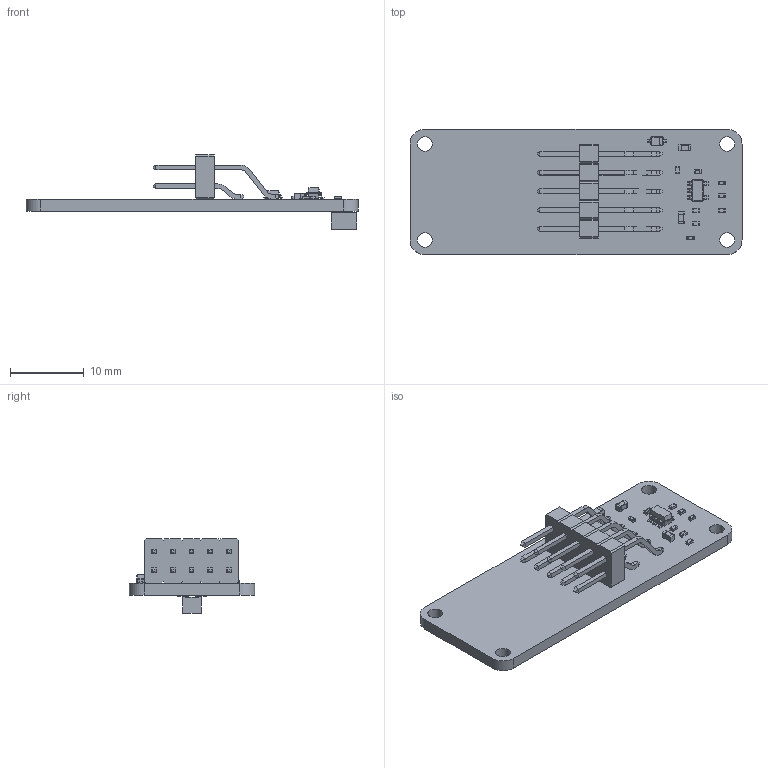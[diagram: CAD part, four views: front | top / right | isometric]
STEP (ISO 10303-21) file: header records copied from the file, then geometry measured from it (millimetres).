
FILE_DESCRIPTION(('KiCad electronic assembly'),'2;1');
FILE_NAME('preamp.step','2021-06-28T20:44:50',('An Author'),('A Company' ),'Open CASCADE STEP processor 7.5','KiCad to STEP converter', 'Unknown');
FILE_SCHEMA(('AUTOMOTIVE_DESIGN { 1 0 10303 214 1 1 1 1 }'));
Length unit declared in the file: millimetre
Products named in the file (16): Open CASCADE STEP translator 7.5 1; 2x5p_2.54mm_male_hdr; COMPOUND; PinSocket_2x03_P1.00mm_Vertical_SMD; SOLID; SOT-23-5; R_0402_1005Metric; C_0603_1608Metric; C_0402_1005Metric; D_SOD-323
Assembly tree (22 placements, depth 3):
  Open CASCADE STEP translator 7.5 1
    2x5p_2.54mm_male_hdr
      COMPOUND
    PinSocket_2x03_P1.00mm_Vertical_SMD
      SOLID
    SOT-23-5
      SOLID
    R_0402_1005Metric  x7
      SOLID
    C_0603_1608Metric  x2
      SOLID
    C_0402_1005Metric
      SOLID
    D_SOD-323
      SOLID
    COMPOUND
Bounding box: 45 x 17 x 10.1 mm (x, y, z)
Volume: 1470.7 mm3; surface area: 2567.8 mm2
Topology: 25 solids, 25 shells, 970 faces, 2449 edges, 1554 vertices
Faces by surface type: plane 729, cylinder 186, bspline 55
Full cylindrical faces by diameter (mm): 2 x4
Entity records: 52639 total; most frequent: CARTESIAN_POINT 9104, DIRECTION 7375, LINE 5235, VECTOR 5235, ORIENTED_EDGE 3938, PCURVE 3938, DEFINITIONAL_REPRESENTATION 3938, EDGE_CURVE 1969
